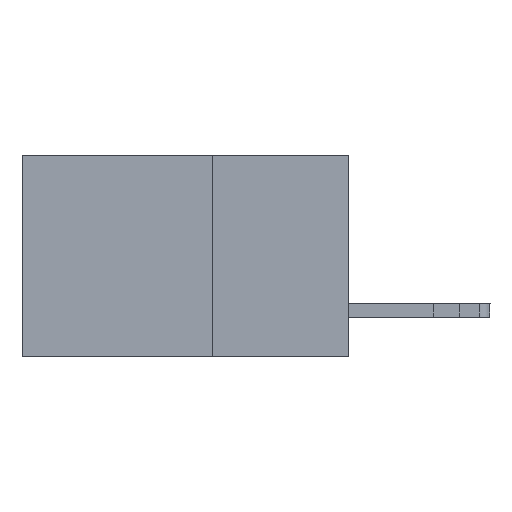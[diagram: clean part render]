
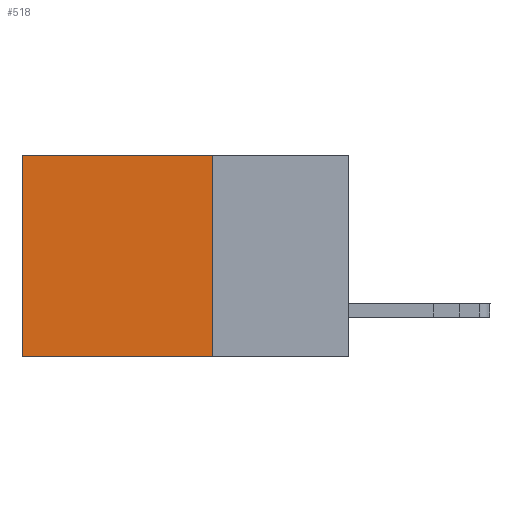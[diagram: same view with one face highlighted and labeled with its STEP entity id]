
A CAD part, left-side view. The second image highlights one B-rep face of the part: STEP entity #518.
In plain terms, the highlighted planar face has unit normal (-1, 0, 0).
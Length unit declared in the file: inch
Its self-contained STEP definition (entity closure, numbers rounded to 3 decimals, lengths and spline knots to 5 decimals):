
#448 = VERTEX_POINT ( 'NONE', #21188 ) ;
#518 = ADVANCED_FACE ( 'NONE', ( #6150 ), #11318, .F. ) ;
#1265 = DIRECTION ( 'NONE',  ( 0., 0., -1. ) ) ;
#1317 = EDGE_CURVE ( 'NONE', #448, #19992, #21063, .T. ) ;
#1322 = CARTESIAN_POINT ( 'NONE',  ( 0.298, 0.25, -0.37 ) ) ;
#3126 = DIRECTION ( 'NONE',  ( 1., 0., 0. ) ) ;
#4544 = VERTEX_POINT ( 'NONE', #6935 ) ;
#4701 = CARTESIAN_POINT ( 'NONE',  ( 0.298, 0.25, 0. ) ) ;
#5560 = DIRECTION ( 'NONE',  ( 0., 0., -1. ) ) ;
#6150 = FACE_OUTER_BOUND ( 'NONE', #9540, .T. ) ;
#6315 = VECTOR ( 'NONE', #19432, 39.37008 ) ;
#6935 = CARTESIAN_POINT ( 'NONE',  ( 0.298, 0.25, -0.37 ) ) ;
#7255 = DIRECTION ( 'NONE',  ( 0., 0., -1. ) ) ;
#8311 = DIRECTION ( 'NONE',  ( 0., 1., 0. ) ) ;
#8654 = CARTESIAN_POINT ( 'NONE',  ( 0.298, 0.25, 0. ) ) ;
#8834 = CARTESIAN_POINT ( 'NONE',  ( 0.298, 0.25, 0. ) ) ;
#9540 = EDGE_LOOP ( 'NONE', ( #15347, #12567, #11771, #13543 ) ) ;
#10318 = VERTEX_POINT ( 'NONE', #8654 ) ;
#10321 = VECTOR ( 'NONE', #7255, 39.37008 ) ;
#11318 = PLANE ( 'NONE',  #16245 ) ;
#11771 = ORIENTED_EDGE ( 'NONE', *, *, #15224, .F. ) ;
#12334 = CARTESIAN_POINT ( 'NONE',  ( 0.298, 0.6, 0. ) ) ;
#12567 = ORIENTED_EDGE ( 'NONE', *, *, #17138, .F. ) ;
#12716 = EDGE_CURVE ( 'NONE', #10318, #448, #19702, .T. ) ;
#12995 = VECTOR ( 'NONE', #8311, 39.37008 ) ;
#13543 = ORIENTED_EDGE ( 'NONE', *, *, #12716, .T. ) ;
#15224 = EDGE_CURVE ( 'NONE', #10318, #4544, #18571, .T. ) ;
#15347 = ORIENTED_EDGE ( 'NONE', *, *, #1317, .T. ) ;
#15380 = CARTESIAN_POINT ( 'NONE',  ( 0.298, 0.6, -0.37 ) ) ;
#16245 = AXIS2_PLACEMENT_3D ( 'NONE', #4701, #3126, #1265 ) ;
#17138 = EDGE_CURVE ( 'NONE', #4544, #19992, #19704, .T. ) ;
#18232 = VECTOR ( 'NONE', #5560, 39.37008 ) ;
#18571 = LINE ( 'NONE', #8834, #10321 ) ;
#19432 = DIRECTION ( 'NONE',  ( 0., 1., 0. ) ) ;
#19671 = CARTESIAN_POINT ( 'NONE',  ( 0.298, 0.25, 0. ) ) ;
#19702 = LINE ( 'NONE', #19671, #12995 ) ;
#19704 = LINE ( 'NONE', #1322, #6315 ) ;
#19992 = VERTEX_POINT ( 'NONE', #15380 ) ;
#21063 = LINE ( 'NONE', #12334, #18232 ) ;
#21188 = CARTESIAN_POINT ( 'NONE',  ( 0.298, 0.6, 0. ) ) ;
